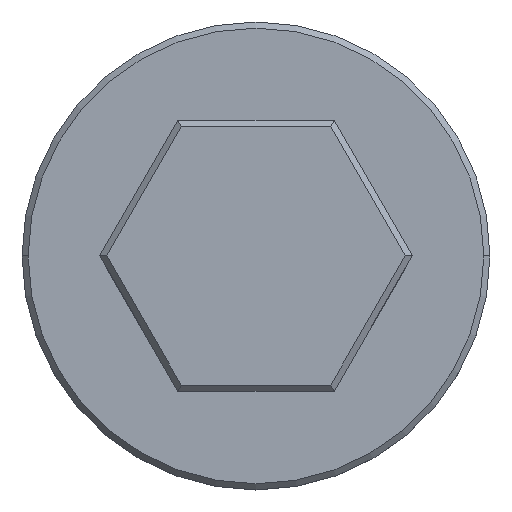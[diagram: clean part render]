
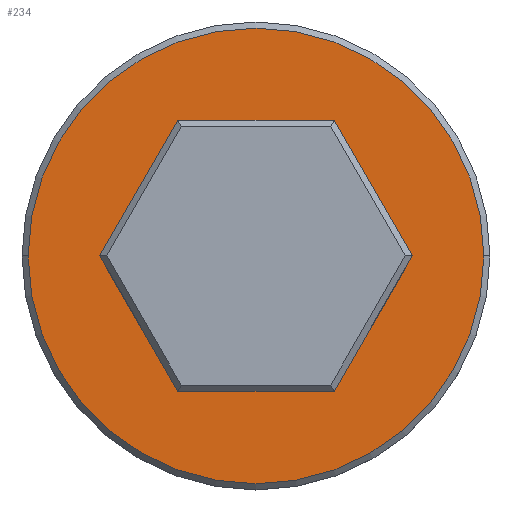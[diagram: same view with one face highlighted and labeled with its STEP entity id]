
A CAD part, top view. The second image highlights one B-rep face of the part: STEP entity #234.
In plain terms, the highlighted planar face has unit normal (0, 0, 1).
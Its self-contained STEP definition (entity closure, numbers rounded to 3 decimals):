
#161=CARTESIAN_POINT('Axis2P3D Location',(0.,0.,16.5)) ;
#166=CARTESIAN_POINT('Axis2P3D Location',(0.,0.,16.5)) ;
#170=CARTESIAN_POINT('Vertex',(-18.5,0.,16.5)) ;
#172=CARTESIAN_POINT('Vertex',(18.5,0.,16.5)) ;
#175=CARTESIAN_POINT('Axis2P3D Location',(0.,0.,16.5)) ;
#184=CARTESIAN_POINT('Line Origine',(0.,-11.,16.5)) ;
#188=CARTESIAN_POINT('Vertex',(-6.351,-11.,16.5)) ;
#190=CARTESIAN_POINT('Vertex',(6.351,-11.,16.5)) ;
#193=CARTESIAN_POINT('Line Origine',(-9.526,-5.5,16.5)) ;
#197=CARTESIAN_POINT('Vertex',(-12.702,0.,16.5)) ;
#200=CARTESIAN_POINT('Line Origine',(-9.526,5.5,16.5)) ;
#204=CARTESIAN_POINT('Vertex',(-6.351,11.,16.5)) ;
#207=CARTESIAN_POINT('Line Origine',(0.,11.,16.5)) ;
#211=CARTESIAN_POINT('Vertex',(6.351,11.,16.5)) ;
#214=CARTESIAN_POINT('Line Origine',(9.526,5.5,16.5)) ;
#218=CARTESIAN_POINT('Vertex',(12.702,0.,16.5)) ;
#221=CARTESIAN_POINT('Line Origine',(9.526,-5.5,16.5)) ;
#162=DIRECTION('Axis2P3D Direction',(0.,0.,1.)) ;
#163=DIRECTION('Axis2P3D XDirection',(1.,0.,0.)) ;
#167=DIRECTION('Axis2P3D Direction',(0.,0.,1.)) ;
#176=DIRECTION('Axis2P3D Direction',(0.,0.,1.)) ;
#185=DIRECTION('Vector Direction',(1.,0.,0.)) ;
#194=DIRECTION('Vector Direction',(0.5,-0.866,0.)) ;
#201=DIRECTION('Vector Direction',(-0.5,-0.866,0.)) ;
#208=DIRECTION('Vector Direction',(-1.,0.,0.)) ;
#215=DIRECTION('Vector Direction',(-0.5,0.866,0.)) ;
#222=DIRECTION('Vector Direction',(0.5,0.866,0.)) ;
#164=AXIS2_PLACEMENT_3D('Plane Axis2P3D',#161,#162,#163) ;
#168=AXIS2_PLACEMENT_3D('Circle Axis2P3D',#166,#167,$) ;
#177=AXIS2_PLACEMENT_3D('Circle Axis2P3D',#175,#176,$) ;
#181=ORIENTED_EDGE('',*,*,#174,.T.) ;
#182=ORIENTED_EDGE('',*,*,#179,.T.) ;
#227=ORIENTED_EDGE('',*,*,#192,.F.) ;
#228=ORIENTED_EDGE('',*,*,#199,.F.) ;
#229=ORIENTED_EDGE('',*,*,#206,.F.) ;
#230=ORIENTED_EDGE('',*,*,#213,.F.) ;
#231=ORIENTED_EDGE('',*,*,#220,.F.) ;
#232=ORIENTED_EDGE('',*,*,#225,.F.) ;
#233=FACE_BOUND('',#226,.T.) ;
#186=VECTOR('Line Direction',#185,1.) ;
#195=VECTOR('Line Direction',#194,1.) ;
#202=VECTOR('Line Direction',#201,1.) ;
#209=VECTOR('Line Direction',#208,1.) ;
#216=VECTOR('Line Direction',#215,1.) ;
#223=VECTOR('Line Direction',#222,1.) ;
#234=ADVANCED_FACE('Corps principal',(#183,#233),#165,.T.) ;
#169=CIRCLE('generated circle',#168,18.5) ;
#178=CIRCLE('generated circle',#177,18.5) ;
#174=EDGE_CURVE('',#171,#173,#169,.T.) ;
#179=EDGE_CURVE('',#173,#171,#178,.T.) ;
#192=EDGE_CURVE('',#189,#191,#187,.T.) ;
#199=EDGE_CURVE('',#198,#189,#196,.T.) ;
#206=EDGE_CURVE('',#205,#198,#203,.T.) ;
#213=EDGE_CURVE('',#212,#205,#210,.T.) ;
#220=EDGE_CURVE('',#219,#212,#217,.T.) ;
#225=EDGE_CURVE('',#191,#219,#224,.T.) ;
#180=EDGE_LOOP('',(#181,#182)) ;
#226=EDGE_LOOP('',(#227,#228,#229,#230,#231,#232)) ;
#183=FACE_OUTER_BOUND('',#180,.T.) ;
#187=LINE('Line',#184,#186) ;
#196=LINE('Line',#193,#195) ;
#203=LINE('Line',#200,#202) ;
#210=LINE('Line',#207,#209) ;
#217=LINE('Line',#214,#216) ;
#224=LINE('Line',#221,#223) ;
#165=PLANE('Plane',#164) ;
#171=VERTEX_POINT('',#170) ;
#173=VERTEX_POINT('',#172) ;
#189=VERTEX_POINT('',#188) ;
#191=VERTEX_POINT('',#190) ;
#198=VERTEX_POINT('',#197) ;
#205=VERTEX_POINT('',#204) ;
#212=VERTEX_POINT('',#211) ;
#219=VERTEX_POINT('',#218) ;
